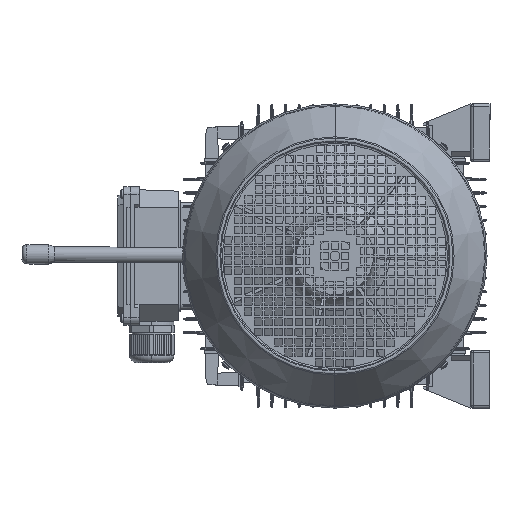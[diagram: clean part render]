
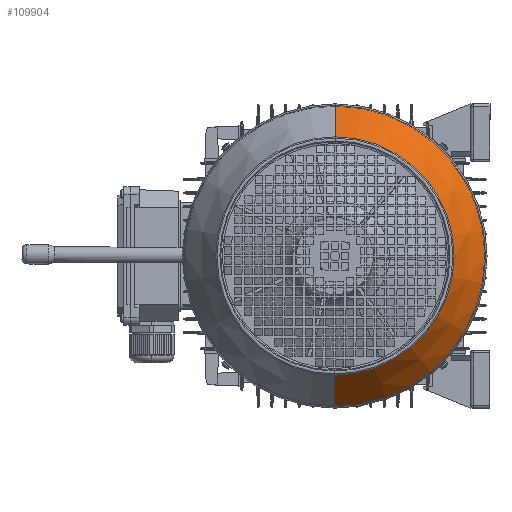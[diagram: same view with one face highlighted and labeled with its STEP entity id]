
A CAD part, left-side view. The second image highlights one B-rep face of the part: STEP entity #109904.
In plain terms, the highlighted conical face has half-angle 32.531 degrees and reference radius 155.431 mm.
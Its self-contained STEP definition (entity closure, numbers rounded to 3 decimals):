
#2624 = DIRECTION ( 'NONE',  ( -1., 0., 0. ) ) ;
#3064 = CARTESIAN_POINT ( 'NONE',  ( 172.46, 0., -155.431 ) ) ;
#6181 = FACE_OUTER_BOUND ( 'NONE', #173268, .T. ) ;
#14157 = ORIENTED_EDGE ( 'NONE', *, *, #91060, .F. ) ;
#15897 = CARTESIAN_POINT ( 'NONE',  ( 172.46, 0., 0. ) ) ;
#20842 = VERTEX_POINT ( 'NONE', #61252 ) ;
#22757 = EDGE_CURVE ( 'NONE', #148937, #42807, #169975, .T. ) ;
#22907 = DIRECTION ( 'NONE',  ( 0., 0., 1. ) ) ;
#23071 = CARTESIAN_POINT ( 'NONE',  ( 172.46, 0., 0. ) ) ;
#27236 = DIRECTION ( 'NONE',  ( -0.843, 0., 0.538 ) ) ;
#27800 = VECTOR ( 'NONE', #27236, 1000. ) ;
#36268 = CONICAL_SURFACE ( 'NONE', #42222, 155.431, 0.568 ) ;
#42222 = AXIS2_PLACEMENT_3D ( 'NONE', #23071, #2624, #181378 ) ;
#42807 = VERTEX_POINT ( 'NONE', #140249 ) ;
#43328 = DIRECTION ( 'NONE',  ( -1., 0., 0. ) ) ;
#43931 = LINE ( 'NONE', #3064, #106836 ) ;
#43932 = EDGE_CURVE ( 'NONE', #20842, #162319, #43931, .T. ) ;
#47670 = CARTESIAN_POINT ( 'NONE',  ( 172.46, 0., 155.431 ) ) ;
#61252 = CARTESIAN_POINT ( 'NONE',  ( 223.382, 0., -122.951 ) ) ;
#72400 = DIRECTION ( 'NONE',  ( 0., 0., 1. ) ) ;
#80489 = EDGE_CURVE ( 'NONE', #20842, #148937, #155941, .T. ) ;
#91060 = EDGE_CURVE ( 'NONE', #162319, #42807, #164900, .T. ) ;
#92823 = DIRECTION ( 'NONE',  ( -1., 0., 0. ) ) ;
#93843 = CARTESIAN_POINT ( 'NONE',  ( 172.46, 0., -155.431 ) ) ;
#106836 = VECTOR ( 'NONE', #181824, 1000. ) ;
#109904 = ADVANCED_FACE ( 'NONE', ( #6181 ), #36268, .T. ) ;
#124925 = CARTESIAN_POINT ( 'NONE',  ( 223.382, 0., 0. ) ) ;
#130703 = CARTESIAN_POINT ( 'NONE',  ( 223.382, 0., 122.951 ) ) ;
#136162 = ORIENTED_EDGE ( 'NONE', *, *, #22757, .T. ) ;
#140249 = CARTESIAN_POINT ( 'NONE',  ( 172.46, 0., 155.431 ) ) ;
#148937 = VERTEX_POINT ( 'NONE', #130703 ) ;
#155941 = CIRCLE ( 'NONE', #190983, 122.951 ) ;
#162319 = VERTEX_POINT ( 'NONE', #93843 ) ;
#164900 = CIRCLE ( 'NONE', #185069, 155.431 ) ;
#165210 = ORIENTED_EDGE ( 'NONE', *, *, #80489, .T. ) ;
#169463 = ORIENTED_EDGE ( 'NONE', *, *, #43932, .F. ) ;
#169975 = LINE ( 'NONE', #47670, #27800 ) ;
#173268 = EDGE_LOOP ( 'NONE', ( #169463, #165210, #136162, #14157 ) ) ;
#181378 = DIRECTION ( 'NONE',  ( 0., 0., 1. ) ) ;
#181824 = DIRECTION ( 'NONE',  ( -0.843, 0., -0.538 ) ) ;
#185069 = AXIS2_PLACEMENT_3D ( 'NONE', #15897, #92823, #72400 ) ;
#190983 = AXIS2_PLACEMENT_3D ( 'NONE', #124925, #43328, #22907 ) ;
